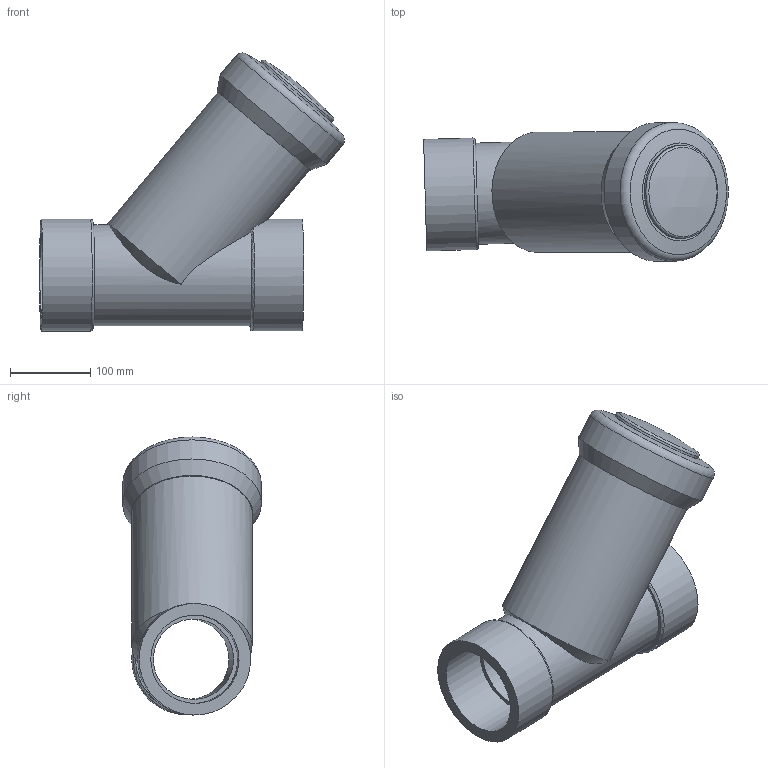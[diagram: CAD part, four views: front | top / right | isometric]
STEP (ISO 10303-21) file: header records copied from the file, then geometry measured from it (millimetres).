
FILE_DESCRIPTION(/* description */ (''),/* implementation_level */ '2;1');
FILE_NAME(/* name */ 'VRFV400E.iam.stp',/* time_stamp */ '2013-10-01T10:41:54+02:00',/* author */ ('bfaro'),/* organization */ (''),/* preprocessor_version */ 'ST-DEVELOPER v15.2',/* originating_system */ 'Autodesk Inventor 2014',/* authorisation */ '');
FILE_SCHEMA (('AUTOMOTIVE_DESIGN { 1 0 10303 214 3 1 1 }'));
Length unit declared in the file: millimetre
Products named in the file (3): Coperchio RV 110; cassa RVI-V 110; VRFV400E
Bounding box: 379.54 x 173 x 346.2 mm (x, y, z)
Volume: 6114853.7 mm3; surface area: 411753.8 mm2
Topology: 2 solids, 2 shells, 28 faces, 64 edges, 44 vertices
Faces by surface type: plane 11, cylinder 9, torus 4, cone 3, sphere 1
Full cylindrical faces by diameter (mm): 100 x1, 110 x2, 116 x1, 126 x1, 139 x2, 150 x1, 173 x1
Entity records: 853 total; most frequent: CARTESIAN_POINT 256, DIRECTION 126, ORIENTED_EDGE 84, AXIS2_PLACEMENT_3D 63, EDGE_LOOP 48, EDGE_CURVE 42, VERTEX_POINT 36, ADVANCED_FACE 28
